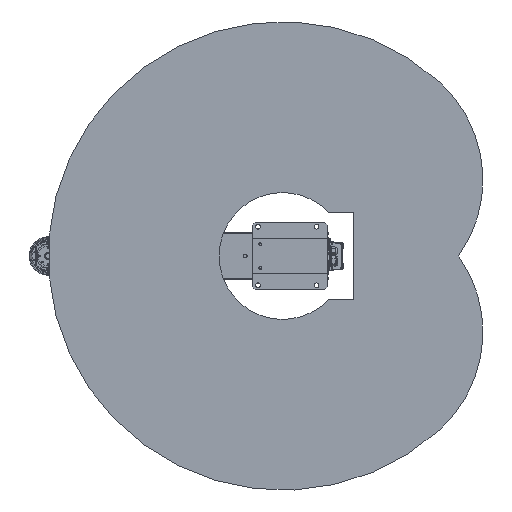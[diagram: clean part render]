
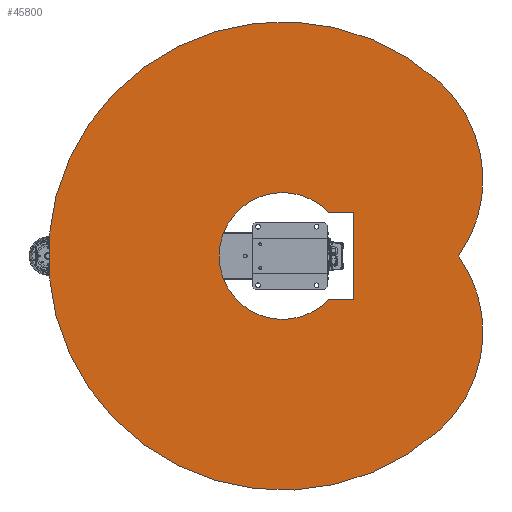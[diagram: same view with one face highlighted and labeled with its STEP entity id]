
A CAD part, front view. The second image highlights one B-rep face of the part: STEP entity #45800.
In plain terms, the highlighted planar face has unit normal (0, -1, 0).
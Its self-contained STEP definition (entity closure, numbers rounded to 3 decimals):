
#568 = LINE ( 'NONE', #23325, #24564 ) ;
#1551 = CARTESIAN_POINT ( 'NONE',  ( 0., 0., 0. ) ) ;
#2150 = CARTESIAN_POINT ( 'NONE',  ( 243., 0., -149.5 ) ) ;
#5636 = CARTESIAN_POINT ( 'NONE',  ( 234.196, 0., -260.101 ) ) ;
#7277 = CARTESIAN_POINT ( 'NONE',  ( 243., 0., 149.5 ) ) ;
#10001 = VERTEX_POINT ( 'NONE', #72817 ) ;
#10584 = EDGE_CURVE ( 'NONE', #15614, #26986, #51854, .T. ) ;
#10640 = EDGE_CURVE ( 'NONE', #10001, #59520, #75658, .T. ) ;
#13293 = DIRECTION ( 'NONE',  ( 0., 1., 0. ) ) ;
#13428 = ORIENTED_EDGE ( 'NONE', *, *, #40677, .F. ) ;
#13732 = CIRCLE ( 'NONE', #33931, 450. ) ;
#15614 = VERTEX_POINT ( 'NONE', #41993 ) ;
#17387 = CARTESIAN_POINT ( 'NONE',  ( 0., 0., 0. ) ) ;
#17425 = CARTESIAN_POINT ( 'NONE',  ( 243., 0., -149.5 ) ) ;
#17832 = VERTEX_POINT ( 'NONE', #17425 ) ;
#18058 = AXIS2_PLACEMENT_3D ( 'NONE', #39388, #74261, #75421 ) ;
#18666 = DIRECTION ( 'NONE',  ( -1., 0., 0. ) ) ;
#19572 = DIRECTION ( 'NONE',  ( 0., 0., 1. ) ) ;
#20567 = DIRECTION ( 'NONE',  ( 0., 0., -1. ) ) ;
#20921 = EDGE_CURVE ( 'NONE', #17832, #15614, #66069, .T. ) ;
#23325 = CARTESIAN_POINT ( 'NONE',  ( 0., 0., 149.5 ) ) ;
#23838 = VERTEX_POINT ( 'NONE', #7277 ) ;
#24564 = VECTOR ( 'NONE', #58984, 1000. ) ;
#25900 = AXIS2_PLACEMENT_3D ( 'NONE', #1551, #13293, #19572 ) ;
#26986 = VERTEX_POINT ( 'NONE', #57768 ) ;
#27004 = CARTESIAN_POINT ( 'NONE',  ( 234.196, 0., 260.101 ) ) ;
#29762 = PLANE ( 'NONE',  #25900 ) ;
#31973 = EDGE_LOOP ( 'NONE', ( #48589, #45574, #66131, #68411 ) ) ;
#33931 = AXIS2_PLACEMENT_3D ( 'NONE', #27004, #69683, #34040 ) ;
#34040 = DIRECTION ( 'NONE',  ( 0., 0., 1. ) ) ;
#34667 = DIRECTION ( 'NONE',  ( 0., 1., 0. ) ) ;
#39129 = EDGE_CURVE ( 'NONE', #23838, #17832, #50732, .T. ) ;
#39388 = CARTESIAN_POINT ( 'NONE',  ( 0., 0., 0. ) ) ;
#40443 = CIRCLE ( 'NONE', #70455, 800. ) ;
#40677 = EDGE_CURVE ( 'NONE', #59520, #47557, #40443, .T. ) ;
#41993 = CARTESIAN_POINT ( 'NONE',  ( 156.595, 0., -149.5 ) ) ;
#45259 = ORIENTED_EDGE ( 'NONE', *, *, #61950, .F. ) ;
#45574 = ORIENTED_EDGE ( 'NONE', *, *, #20921, .T. ) ;
#45800 = ADVANCED_FACE ( 'NONE', ( #72462, #73247 ), #29762, .F. ) ;
#47557 = VERTEX_POINT ( 'NONE', #73935 ) ;
#47572 = DIRECTION ( 'NONE',  ( 0., 0., 1. ) ) ;
#48455 = CARTESIAN_POINT ( 'NONE',  ( 2.342, 0., -149.5 ) ) ;
#48589 = ORIENTED_EDGE ( 'NONE', *, *, #39129, .T. ) ;
#50732 = LINE ( 'NONE', #2150, #62714 ) ;
#51854 = CIRCLE ( 'NONE', #18058, 216.5 ) ;
#57768 = CARTESIAN_POINT ( 'NONE',  ( 156.595, 0., 149.5 ) ) ;
#57906 = ORIENTED_EDGE ( 'NONE', *, *, #10640, .F. ) ;
#58984 = DIRECTION ( 'NONE',  ( 1., 0., 0. ) ) ;
#59398 = AXIS2_PLACEMENT_3D ( 'NONE', #5636, #34667, #47572 ) ;
#59520 = VERTEX_POINT ( 'NONE', #62742 ) ;
#61950 = EDGE_CURVE ( 'NONE', #47557, #10001, #13732, .T. ) ;
#62714 = VECTOR ( 'NONE', #20567, 1000. ) ;
#62742 = CARTESIAN_POINT ( 'NONE',  ( 535.304, 0., -594.516 ) ) ;
#64863 = VECTOR ( 'NONE', #18666, 1000. ) ;
#65188 = DIRECTION ( 'NONE',  ( 0., 0., 1. ) ) ;
#66069 = LINE ( 'NONE', #48455, #64863 ) ;
#66131 = ORIENTED_EDGE ( 'NONE', *, *, #10584, .T. ) ;
#68411 = ORIENTED_EDGE ( 'NONE', *, *, #76181, .T. ) ;
#69652 = EDGE_LOOP ( 'NONE', ( #45259, #13428, #57906 ) ) ;
#69683 = DIRECTION ( 'NONE',  ( 0., 1., 0. ) ) ;
#70455 = AXIS2_PLACEMENT_3D ( 'NONE', #17387, #71830, #65188 ) ;
#71830 = DIRECTION ( 'NONE',  ( 0., 1., 0. ) ) ;
#72462 = FACE_OUTER_BOUND ( 'NONE', #69652, .T. ) ;
#72817 = CARTESIAN_POINT ( 'NONE',  ( 601.412, 0., 0. ) ) ;
#73247 = FACE_BOUND ( 'NONE', #31973, .T. ) ;
#73935 = CARTESIAN_POINT ( 'NONE',  ( 535.304, 0., 594.516 ) ) ;
#74261 = DIRECTION ( 'NONE',  ( 0., 1., 0. ) ) ;
#75421 = DIRECTION ( 'NONE',  ( 0., 0., 1. ) ) ;
#75658 = CIRCLE ( 'NONE', #59398, 450. ) ;
#76181 = EDGE_CURVE ( 'NONE', #26986, #23838, #568, .T. ) ;
